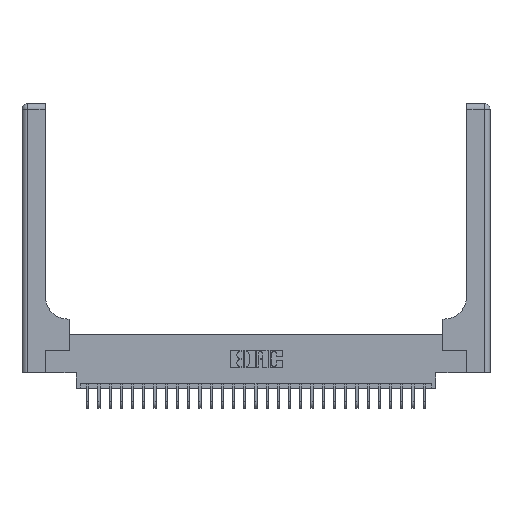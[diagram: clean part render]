
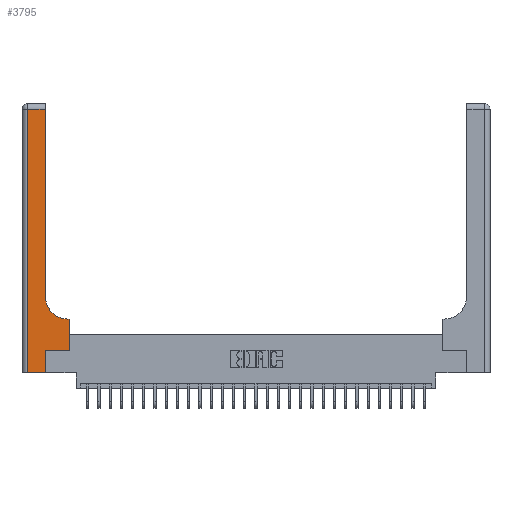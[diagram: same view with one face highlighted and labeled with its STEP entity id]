
A CAD part, top view. The second image highlights one B-rep face of the part: STEP entity #3795.
In plain terms, the highlighted planar face has unit normal (0, 0, 1).
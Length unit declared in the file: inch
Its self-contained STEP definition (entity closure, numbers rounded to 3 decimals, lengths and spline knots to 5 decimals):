
#570 = CARTESIAN_POINT ( 'NONE',  ( 0.265, 0., 0.37 ) ) ;
#917 = CARTESIAN_POINT ( 'NONE',  ( 0., 0., 0.37 ) ) ;
#1112 = EDGE_CURVE ( 'NONE', #1676, #12154, #18753, .T. ) ;
#1145 = LINE ( 'NONE', #24147, #15433 ) ;
#1676 = VERTEX_POINT ( 'NONE', #26544 ) ;
#2044 = EDGE_CURVE ( 'NONE', #25728, #20746, #15206, .T. ) ;
#2685 = ORIENTED_EDGE ( 'NONE', *, *, #7625, .T. ) ;
#2903 = DIRECTION ( 'NONE',  ( 1., 0., 0. ) ) ;
#3795 = ADVANCED_FACE ( 'NONE', ( #26618 ), #25898, .F. ) ;
#3874 = EDGE_CURVE ( 'NONE', #23421, #25728, #1145, .T. ) ;
#3981 = VERTEX_POINT ( 'NONE', #22743 ) ;
#5224 = VECTOR ( 'NONE', #20118, 39.37008 ) ;
#6940 = DIRECTION ( 'NONE',  ( -1., 0., 0. ) ) ;
#7319 = LINE ( 'NONE', #11291, #5224 ) ;
#7625 = EDGE_CURVE ( 'NONE', #20746, #16330, #17756, .T. ) ;
#7744 = EDGE_CURVE ( 'NONE', #12154, #3981, #7319, .T. ) ;
#8065 = CARTESIAN_POINT ( 'NONE',  ( 0.06, 0., 0.37 ) ) ;
#8143 = DIRECTION ( 'NONE',  ( 1., 0., 0. ) ) ;
#8987 = EDGE_CURVE ( 'NONE', #16625, #23421, #21880, .T. ) ;
#9288 = LINE ( 'NONE', #917, #10677 ) ;
#9709 = ORIENTED_EDGE ( 'NONE', *, *, #3874, .T. ) ;
#10053 = VECTOR ( 'NONE', #12955, 39.37008 ) ;
#10677 = VECTOR ( 'NONE', #2903, 39.37008 ) ;
#11135 = EDGE_CURVE ( 'NONE', #24212, #1676, #20307, .T. ) ;
#11291 = CARTESIAN_POINT ( 'NONE',  ( 0.528, 0.25, 0.37 ) ) ;
#11362 = DIRECTION ( 'NONE',  ( 0., 0., -1. ) ) ;
#12026 = ORIENTED_EDGE ( 'NONE', *, *, #23968, .T. ) ;
#12154 = VERTEX_POINT ( 'NONE', #12476 ) ;
#12476 = CARTESIAN_POINT ( 'NONE',  ( 0.528, 0.25, 0.37 ) ) ;
#12784 = ORIENTED_EDGE ( 'NONE', *, *, #8987, .T. ) ;
#12870 = DIRECTION ( 'NONE',  ( 0., 0., -1. ) ) ;
#12955 = DIRECTION ( 'NONE',  ( 0., -1., 0. ) ) ;
#14369 = VECTOR ( 'NONE', #22556, 39.37008 ) ;
#15205 = VECTOR ( 'NONE', #25647, 39.37008 ) ;
#15206 = LINE ( 'NONE', #26730, #16243 ) ;
#15433 = VECTOR ( 'NONE', #28610, 39.37008 ) ;
#15684 = EDGE_LOOP ( 'NONE', ( #9709, #24969, #2685, #19662, #17411, #19600, #24811, #12026, #12784 ) ) ;
#16243 = VECTOR ( 'NONE', #19922, 39.37008 ) ;
#16330 = VERTEX_POINT ( 'NONE', #8065 ) ;
#16625 = VERTEX_POINT ( 'NONE', #26885 ) ;
#17411 = ORIENTED_EDGE ( 'NONE', *, *, #11135, .T. ) ;
#17756 = LINE ( 'NONE', #26155, #10053 ) ;
#18753 = LINE ( 'NONE', #27210, #28825 ) ;
#19600 = ORIENTED_EDGE ( 'NONE', *, *, #1112, .T. ) ;
#19662 = ORIENTED_EDGE ( 'NONE', *, *, #23041, .T. ) ;
#19922 = DIRECTION ( 'NONE',  ( -1., 0., 0. ) ) ;
#20118 = DIRECTION ( 'NONE',  ( 0., 1., 0. ) ) ;
#20307 = LINE ( 'NONE', #24512, #14369 ) ;
#20746 = VERTEX_POINT ( 'NONE', #27468 ) ;
#21880 = CIRCLE ( 'NONE', #24454, 0.25 ) ;
#22556 = DIRECTION ( 'NONE',  ( 0., 1., 0. ) ) ;
#22743 = CARTESIAN_POINT ( 'NONE',  ( 0.528, 0.6, 0.37 ) ) ;
#23041 = EDGE_CURVE ( 'NONE', #16330, #24212, #9288, .T. ) ;
#23421 = VERTEX_POINT ( 'NONE', #26459 ) ;
#23968 = EDGE_CURVE ( 'NONE', #3981, #16625, #26428, .T. ) ;
#24147 = CARTESIAN_POINT ( 'NONE',  ( 0.26, 3., 0.37 ) ) ;
#24212 = VERTEX_POINT ( 'NONE', #570 ) ;
#24454 = AXIS2_PLACEMENT_3D ( 'NONE', #24739, #11362, #26991 ) ;
#24512 = CARTESIAN_POINT ( 'NONE',  ( 0.265, 0., 0.37 ) ) ;
#24739 = CARTESIAN_POINT ( 'NONE',  ( 0.51, 0.85, 0.37 ) ) ;
#24811 = ORIENTED_EDGE ( 'NONE', *, *, #7744, .T. ) ;
#24969 = ORIENTED_EDGE ( 'NONE', *, *, #2044, .T. ) ;
#25647 = DIRECTION ( 'NONE',  ( -1., 0., 0. ) ) ;
#25709 = CARTESIAN_POINT ( 'NONE',  ( 0.26, 2.94, 0.37 ) ) ;
#25728 = VERTEX_POINT ( 'NONE', #25709 ) ;
#25898 = PLANE ( 'NONE',  #27894 ) ;
#25955 = CARTESIAN_POINT ( 'NONE',  ( 0., 3., 0.37 ) ) ;
#26155 = CARTESIAN_POINT ( 'NONE',  ( 0.06, 3., 0.37 ) ) ;
#26428 = LINE ( 'NONE', #27903, #15205 ) ;
#26459 = CARTESIAN_POINT ( 'NONE',  ( 0.26, 0.85, 0.37 ) ) ;
#26544 = CARTESIAN_POINT ( 'NONE',  ( 0.265, 0.25, 0.37 ) ) ;
#26618 = FACE_OUTER_BOUND ( 'NONE', #15684, .T. ) ;
#26730 = CARTESIAN_POINT ( 'NONE',  ( 0., 2.94, 0.37 ) ) ;
#26885 = CARTESIAN_POINT ( 'NONE',  ( 0.51, 0.6, 0.37 ) ) ;
#26991 = DIRECTION ( 'NONE',  ( 1., 0., 0. ) ) ;
#27210 = CARTESIAN_POINT ( 'NONE',  ( 0.265, 0.25, 0.37 ) ) ;
#27468 = CARTESIAN_POINT ( 'NONE',  ( 0.06, 2.94, 0.37 ) ) ;
#27894 = AXIS2_PLACEMENT_3D ( 'NONE', #25955, #12870, #6940 ) ;
#27903 = CARTESIAN_POINT ( 'NONE',  ( 0.26, 0.6, 0.37 ) ) ;
#28610 = DIRECTION ( 'NONE',  ( 0., 1., 0. ) ) ;
#28825 = VECTOR ( 'NONE', #8143, 39.37008 ) ;
